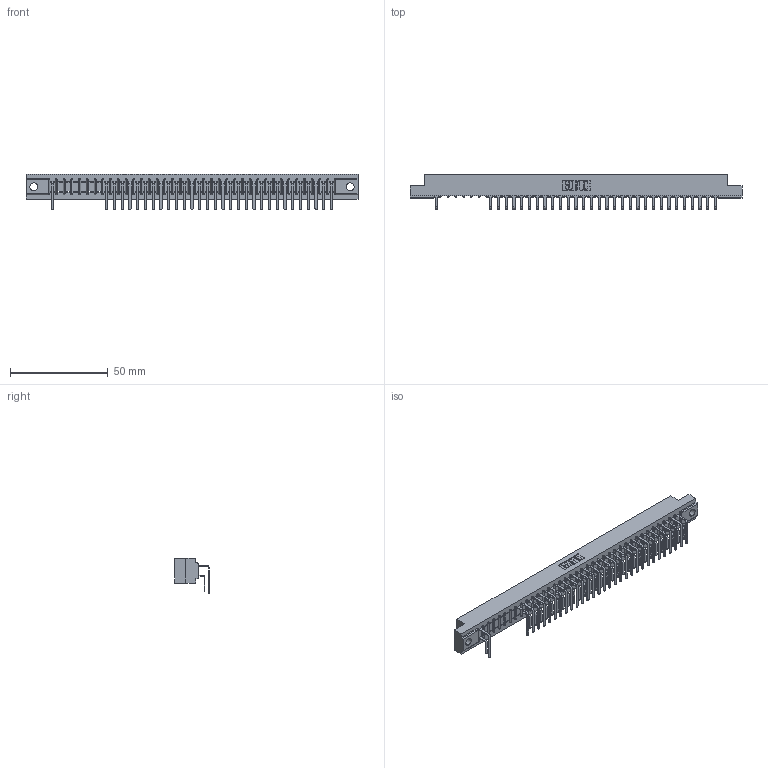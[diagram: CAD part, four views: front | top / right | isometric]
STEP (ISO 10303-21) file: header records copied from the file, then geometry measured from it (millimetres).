
FILE_DESCRIPTION (( 'STEP AP203' ), '1' );
FILE_NAME ('307-074-559-204.STEP', '2018-08-06T16:31:44', ( '' ), ( '' ), 'SwSTEP 2.0', 'SolidWorks 2016', '' );
FILE_SCHEMA (( 'CONFIG_CONTROL_DESIGN' ));
Length unit declared in the file: inch
Products named in the file (4): 307-290-001_559 - 2 (Single); 307-074-559-204; 307 Part_.156 Dia Mounting Holes; 307-290-001_558 559 - 1 (Single)
Assembly tree (62 placements, depth 2):
  307-074-559-204
    307 Part_.156 Dia Mounting Holes
    307-290-001_558 559 - 1 (Single)  x30
    307-290-001_559 - 2 (Single)  x31
Bounding box: 169.62 x 17.69 x 18.07 mm (x, y, z)
Volume: 17999.6 mm3; surface area: 22237 mm2
Topology: 62 solids, 62 shells, 3350 faces, 9437 edges, 6106 vertices
Faces by surface type: plane 2175, cylinder 1099, sphere 76
Entity records: 34969 total; most frequent: CARTESIAN_POINT 5784, ORIENTED_EDGE 5742, DIRECTION 5645, EDGE_CURVE 2871, VECTOR 2207, LINE 2207, VERTEX_POINT 1858, AXIS2_PLACEMENT_3D 1719
